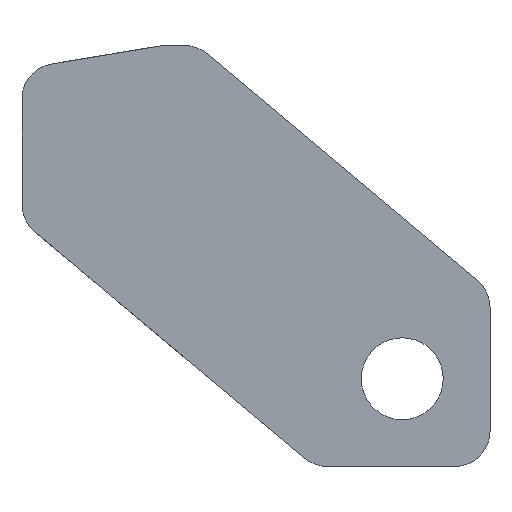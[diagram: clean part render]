
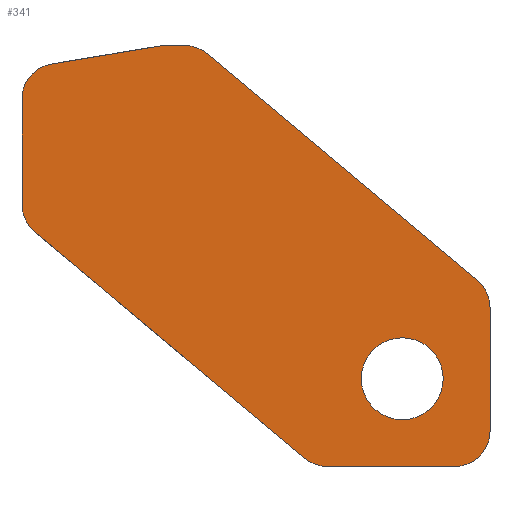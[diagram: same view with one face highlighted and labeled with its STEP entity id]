
A CAD part, front view. The second image highlights one B-rep face of the part: STEP entity #341.
In plain terms, the highlighted planar face has unit normal (0, -1, 0).
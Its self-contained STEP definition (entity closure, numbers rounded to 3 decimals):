
#18=FACE_BOUND('',#53,.T.);
#23=PLANE('',#376);
#33=FACE_OUTER_BOUND('',#52,.T.);
#52=EDGE_LOOP('',(#240,#241,#242,#243,#244,#245,#246,#247,#248,#249,#250,
#251,#252));
#53=EDGE_LOOP('',(#253));
#75=LINE('',#528,#106);
#78=LINE('',#534,#109);
#79=LINE('',#536,#110);
#80=LINE('',#540,#111);
#81=LINE('',#544,#112);
#82=LINE('',#548,#113);
#83=LINE('',#552,#114);
#106=VECTOR('',#421,10.);
#109=VECTOR('',#426,10.);
#110=VECTOR('',#427,10.);
#111=VECTOR('',#430,10.);
#112=VECTOR('',#433,10.);
#113=VECTOR('',#436,10.);
#114=VECTOR('',#439,10.);
#136=CIRCLE('',#374,3.);
#137=CIRCLE('',#377,3.);
#138=CIRCLE('',#378,3.);
#139=CIRCLE('',#379,3.);
#140=CIRCLE('',#380,3.);
#141=CIRCLE('',#381,3.);
#142=CIRCLE('',#382,3.5);
#153=VERTEX_POINT('',#521);
#154=VERTEX_POINT('',#523);
#155=VERTEX_POINT('',#527);
#157=VERTEX_POINT('',#533);
#158=VERTEX_POINT('',#535);
#159=VERTEX_POINT('',#537);
#160=VERTEX_POINT('',#539);
#161=VERTEX_POINT('',#541);
#162=VERTEX_POINT('',#543);
#163=VERTEX_POINT('',#545);
#164=VERTEX_POINT('',#547);
#165=VERTEX_POINT('',#549);
#166=VERTEX_POINT('',#551);
#167=VERTEX_POINT('',#554);
#185=EDGE_CURVE('',#153,#154,#136,.T.);
#187=EDGE_CURVE('',#154,#155,#75,.T.);
#190=EDGE_CURVE('',#157,#153,#78,.T.);
#191=EDGE_CURVE('',#158,#157,#79,.T.);
#192=EDGE_CURVE('',#159,#158,#137,.T.);
#193=EDGE_CURVE('',#160,#159,#80,.T.);
#194=EDGE_CURVE('',#161,#160,#138,.T.);
#195=EDGE_CURVE('',#162,#161,#81,.T.);
#196=EDGE_CURVE('',#163,#162,#139,.T.);
#197=EDGE_CURVE('',#164,#163,#82,.T.);
#198=EDGE_CURVE('',#165,#164,#140,.T.);
#199=EDGE_CURVE('',#166,#165,#83,.T.);
#200=EDGE_CURVE('',#155,#166,#141,.T.);
#201=EDGE_CURVE('',#167,#167,#142,.T.);
#240=ORIENTED_EDGE('',*,*,#185,.F.);
#241=ORIENTED_EDGE('',*,*,#190,.F.);
#242=ORIENTED_EDGE('',*,*,#191,.F.);
#243=ORIENTED_EDGE('',*,*,#192,.F.);
#244=ORIENTED_EDGE('',*,*,#193,.F.);
#245=ORIENTED_EDGE('',*,*,#194,.F.);
#246=ORIENTED_EDGE('',*,*,#195,.F.);
#247=ORIENTED_EDGE('',*,*,#196,.F.);
#248=ORIENTED_EDGE('',*,*,#197,.F.);
#249=ORIENTED_EDGE('',*,*,#198,.F.);
#250=ORIENTED_EDGE('',*,*,#199,.F.);
#251=ORIENTED_EDGE('',*,*,#200,.F.);
#252=ORIENTED_EDGE('',*,*,#187,.F.);
#253=ORIENTED_EDGE('',*,*,#201,.T.);
#341=ADVANCED_FACE('',(#33,#18),#23,.F.);
#374=AXIS2_PLACEMENT_3D('',#524,#416,#417);
#376=AXIS2_PLACEMENT_3D('',#532,#424,#425);
#377=AXIS2_PLACEMENT_3D('',#538,#428,#429);
#378=AXIS2_PLACEMENT_3D('',#542,#431,#432);
#379=AXIS2_PLACEMENT_3D('',#546,#434,#435);
#380=AXIS2_PLACEMENT_3D('',#550,#437,#438);
#381=AXIS2_PLACEMENT_3D('',#553,#440,#441);
#382=AXIS2_PLACEMENT_3D('',#555,#442,#443);
#416=DIRECTION('center_axis',(0.,1.,0.));
#417=DIRECTION('ref_axis',(0.342,0.,0.94));
#421=DIRECTION('',(0.766,0.,-0.643));
#424=DIRECTION('center_axis',(0.,1.,0.));
#425=DIRECTION('ref_axis',(1.,0.,0.));
#426=DIRECTION('',(1.,0.,0.));
#427=DIRECTION('',(0.986,0.,0.164));
#428=DIRECTION('center_axis',(0.,1.,0.));
#429=DIRECTION('ref_axis',(-0.763,0.,0.646));
#430=DIRECTION('',(0.,0.,1.));
#431=DIRECTION('center_axis',(0.,1.,0.));
#432=DIRECTION('ref_axis',(-0.906,0.,-0.423));
#433=DIRECTION('',(-0.766,0.,0.643));
#434=DIRECTION('center_axis',(0.,1.,0.));
#435=DIRECTION('ref_axis',(-0.342,0.,-0.94));
#436=DIRECTION('',(-1.,0.,0.));
#437=DIRECTION('center_axis',(0.,1.,0.));
#438=DIRECTION('ref_axis',(0.707,0.,-0.707));
#439=DIRECTION('',(0.,0.,-1.));
#440=DIRECTION('center_axis',(0.,1.,0.));
#441=DIRECTION('ref_axis',(0.906,0.,0.423));
#442=DIRECTION('center_axis',(0.,1.,0.));
#443=DIRECTION('ref_axis',(1.,0.,0.));
#521=CARTESIAN_POINT('',(-26.092,0.,35.977));
#523=CARTESIAN_POINT('',(-24.164,0.,35.276));
#524=CARTESIAN_POINT('Origin',(-26.092,0.,32.977));
#527=CARTESIAN_POINT('',(-1.072,0.,15.899));
#528=CARTESIAN_POINT('',(-25.,0.,35.977));
#532=CARTESIAN_POINT('Origin',(-20.,0.,17.989));
#533=CARTESIAN_POINT('',(-28.,0.,35.977));
#534=CARTESIAN_POINT('',(-40.,0.,35.977));
#535=CARTESIAN_POINT('',(-37.493,0.,34.395));
#536=CARTESIAN_POINT('',(-28.567,0.,35.883));
#537=CARTESIAN_POINT('',(-40.,0.,31.436));
#538=CARTESIAN_POINT('Origin',(-37.,0.,31.436));
#539=CARTESIAN_POINT('',(-40.,0.,22.376));
#540=CARTESIAN_POINT('',(-40.,0.,20.977));
#541=CARTESIAN_POINT('',(-38.928,0.,20.078));
#542=CARTESIAN_POINT('Origin',(-37.,0.,22.376));
#543=CARTESIAN_POINT('',(-15.836,0.,0.702));
#544=CARTESIAN_POINT('',(-15.,0.,0.));
#545=CARTESIAN_POINT('',(-13.908,0.,0.));
#546=CARTESIAN_POINT('Origin',(-13.908,0.,3.));
#547=CARTESIAN_POINT('',(-3.,0.,0.));
#548=CARTESIAN_POINT('',(0.,0.,0.));
#549=CARTESIAN_POINT('',(0.,0.,3.));
#550=CARTESIAN_POINT('Origin',(-3.,0.,3.));
#551=CARTESIAN_POINT('',(0.,0.,13.601));
#552=CARTESIAN_POINT('',(0.,0.,15.));
#553=CARTESIAN_POINT('Origin',(-3.,0.,13.601));
#554=CARTESIAN_POINT('',(-11.,0.,7.5));
#555=CARTESIAN_POINT('Origin',(-7.5,0.,7.5));
